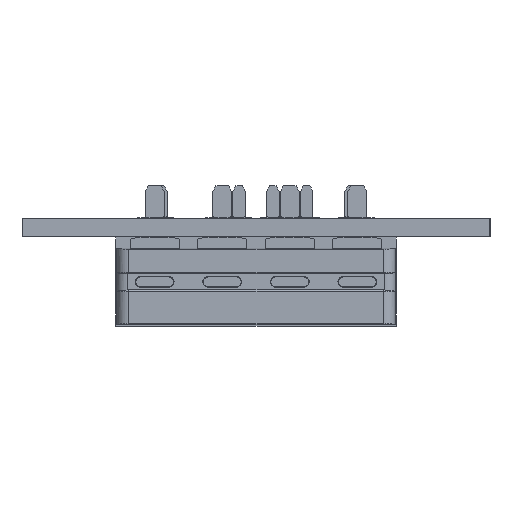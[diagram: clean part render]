
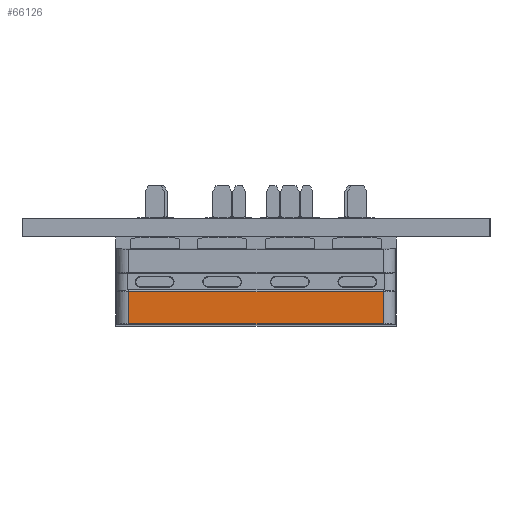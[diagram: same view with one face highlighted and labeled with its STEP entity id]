
A CAD part, left-side view. The second image highlights one B-rep face of the part: STEP entity #66126.
In plain terms, the highlighted face is planar.
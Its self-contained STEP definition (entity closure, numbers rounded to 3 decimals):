
#147 = VERTEX_POINT ( 'NONE', #45847 ) ;
#231 = ORIENTED_EDGE ( 'NONE', *, *, #23247, .T. ) ;
#2787 = VECTOR ( 'NONE', #33936, 1000. ) ;
#3040 = DIRECTION ( 'NONE',  ( 1., 0., 0. ) ) ;
#3225 = CARTESIAN_POINT ( 'NONE',  ( -85.396, -25.192, -43.286 ) ) ;
#6727 = ORIENTED_EDGE ( 'NONE', *, *, #38371, .T. ) ;
#8279 = EDGE_LOOP ( 'NONE', ( #6727, #231, #35738, #28272 ) ) ;
#13687 = LINE ( 'NONE', #44580, #40414 ) ;
#17251 = CARTESIAN_POINT ( 'NONE',  ( -85.396, -25.192, -45.903 ) ) ;
#19570 = CARTESIAN_POINT ( 'NONE',  ( -85.396, -25.192, -42.868 ) ) ;
#20211 = VERTEX_POINT ( 'NONE', #52230 ) ;
#23247 = EDGE_CURVE ( 'NONE', #30365, #47194, #46075, .T. ) ;
#24863 = DIRECTION ( 'NONE',  ( 0., 0., 1. ) ) ;
#28272 = ORIENTED_EDGE ( 'NONE', *, *, #31521, .T. ) ;
#28536 = CARTESIAN_POINT ( 'NONE',  ( -85.396, -25.414, -45.903 ) ) ;
#30365 = VERTEX_POINT ( 'NONE', #17251 ) ;
#31193 = LINE ( 'NONE', #48795, #57928 ) ;
#31521 = EDGE_CURVE ( 'NONE', #20211, #147, #31193, .T. ) ;
#33936 = DIRECTION ( 'NONE',  ( 0., 1., 0. ) ) ;
#34991 = CARTESIAN_POINT ( 'NONE',  ( -85.396, -25.414, -42.868 ) ) ;
#35738 = ORIENTED_EDGE ( 'NONE', *, *, #41577, .T. ) ;
#35917 = FACE_OUTER_BOUND ( 'NONE', #8279, .T. ) ;
#38371 = EDGE_CURVE ( 'NONE', #147, #30365, #59555, .T. ) ;
#40366 = DIRECTION ( 'NONE',  ( 0., 0., -1. ) ) ;
#40414 = VECTOR ( 'NONE', #49943, 1000. ) ;
#41577 = EDGE_CURVE ( 'NONE', #47194, #20211, #13687, .T. ) ;
#43501 = AXIS2_PLACEMENT_3D ( 'NONE', #34991, #3040, #40366 ) ;
#44378 = VECTOR ( 'NONE', #24863, 1000. ) ;
#44580 = CARTESIAN_POINT ( 'NONE',  ( -85.396, -25.414, -43.286 ) ) ;
#45847 = CARTESIAN_POINT ( 'NONE',  ( -85.396, -45.909, -45.903 ) ) ;
#46075 = LINE ( 'NONE', #19570, #44378 ) ;
#47194 = VERTEX_POINT ( 'NONE', #3225 ) ;
#48795 = CARTESIAN_POINT ( 'NONE',  ( -85.396, -45.909, -42.868 ) ) ;
#49943 = DIRECTION ( 'NONE',  ( 0., -1., 0. ) ) ;
#50843 = PLANE ( 'NONE',  #43501 ) ;
#52230 = CARTESIAN_POINT ( 'NONE',  ( -85.396, -45.909, -43.286 ) ) ;
#54138 = DIRECTION ( 'NONE',  ( 0., 0., -1. ) ) ;
#57928 = VECTOR ( 'NONE', #54138, 1000. ) ;
#59555 = LINE ( 'NONE', #28536, #2787 ) ;
#66126 = ADVANCED_FACE ( 'NONE', ( #35917 ), #50843, .T. ) ;
